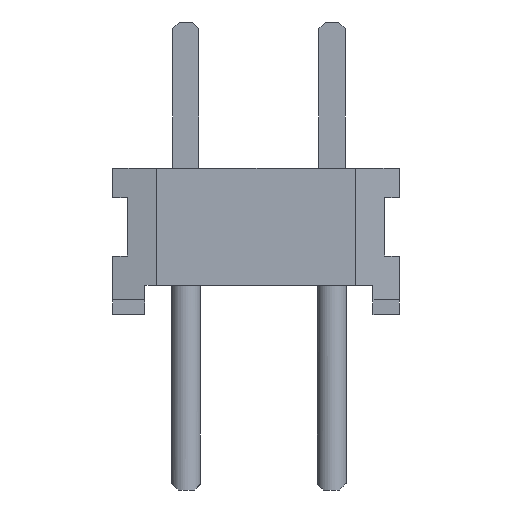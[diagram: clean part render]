
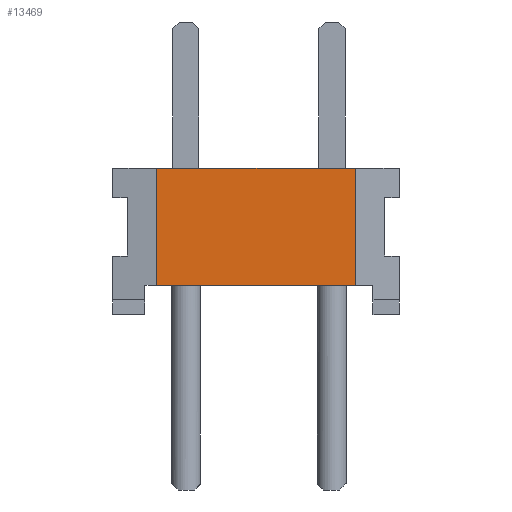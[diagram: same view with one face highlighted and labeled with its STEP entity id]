
A CAD part, left-side view. The second image highlights one B-rep face of the part: STEP entity #13469.
In plain terms, the highlighted planar face has unit normal (-1, 0, 0).
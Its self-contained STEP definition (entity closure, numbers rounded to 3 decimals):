
#13469 = ADVANCED_FACE('',(#13470),#13504,.F.);
#13470 = FACE_BOUND('',#13471,.T.);
#13471 = EDGE_LOOP('',(#13472,#13482,#13490,#13498));
#13472 = ORIENTED_EDGE('',*,*,#13473,.F.);
#13473 = EDGE_CURVE('',#13474,#13476,#13478,.T.);
#13474 = VERTEX_POINT('',#13475);
#13475 = CARTESIAN_POINT('',(-15.24,1.778,2.54));
#13476 = VERTEX_POINT('',#13477);
#13477 = CARTESIAN_POINT('',(-15.24,-1.676,2.54));
#13478 = LINE('',#13479,#13480);
#13479 = CARTESIAN_POINT('',(-15.24,2.54,2.54));
#13480 = VECTOR('',#13481,1.);
#13481 = DIRECTION('',(0.,-1.,0.));
#13482 = ORIENTED_EDGE('',*,*,#13483,.T.);
#13483 = EDGE_CURVE('',#13474,#13484,#13486,.T.);
#13484 = VERTEX_POINT('',#13485);
#13485 = CARTESIAN_POINT('',(-15.24,1.778,0.508));
#13486 = LINE('',#13487,#13488);
#13487 = CARTESIAN_POINT('',(-15.24,1.778,2.54));
#13488 = VECTOR('',#13489,1.);
#13489 = DIRECTION('',(0.,0.,-1.));
#13490 = ORIENTED_EDGE('',*,*,#13491,.T.);
#13491 = EDGE_CURVE('',#13484,#13492,#13494,.T.);
#13492 = VERTEX_POINT('',#13493);
#13493 = CARTESIAN_POINT('',(-15.24,-1.676,0.508));
#13494 = LINE('',#13495,#13496);
#13495 = CARTESIAN_POINT('',(-15.24,1.981,0.508));
#13496 = VECTOR('',#13497,1.);
#13497 = DIRECTION('',(0.,-1.,0.));
#13498 = ORIENTED_EDGE('',*,*,#13499,.T.);
#13499 = EDGE_CURVE('',#13492,#13476,#13500,.T.);
#13500 = LINE('',#13501,#13502);
#13501 = CARTESIAN_POINT('',(-15.24,-1.676,2.54));
#13502 = VECTOR('',#13503,1.);
#13503 = DIRECTION('',(0.,0.,1.));
#13504 = PLANE('',#13505);
#13505 = AXIS2_PLACEMENT_3D('',#13506,#13507,#13508);
#13506 = CARTESIAN_POINT('',(-15.24,2.54,2.54));
#13507 = DIRECTION('',(1.,0.,0.));
#13508 = DIRECTION('',(0.,1.,0.));
